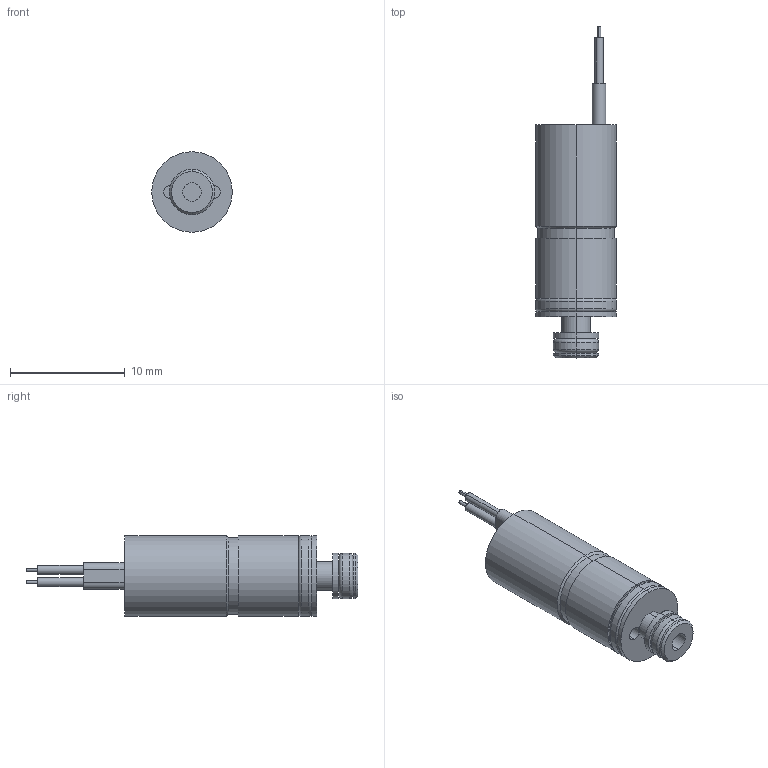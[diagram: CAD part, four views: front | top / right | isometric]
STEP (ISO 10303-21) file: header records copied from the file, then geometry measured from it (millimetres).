
FILE_DESCRIPTION (( 'STEP AP214' ), '1' );
FILE_NAME ('VA 204-7.STEP', '2016-02-01T09:37:14', ( '' ), ( '' ), 'SwSTEP 2.0', 'SolidWorks 2012', '' );
FILE_SCHEMA (( 'AUTOMOTIVE_DESIGN' ));
Length unit declared in the file: millimetre
Products named in the file (1): VA 204-7
Bounding box: 7 x 28.87 x 7 mm (x, y, z)
Volume: 660.6 mm3; surface area: 643.2 mm2
Topology: 1 solids, 1 shells, 93 faces, 204 edges, 129 vertices
Faces by surface type: cylinder 50, plane 24, cone 8, torus 8, bspline 3
Entity records: 4513 total; most frequent: CARTESIAN_POINT 1444, DIRECTION 471, ORIENTED_EDGE 404, AXIS2_PLACEMENT_3D 202, EDGE_CURVE 202, VERTEX_POINT 129, CIRCLE 111, EDGE_LOOP 111
